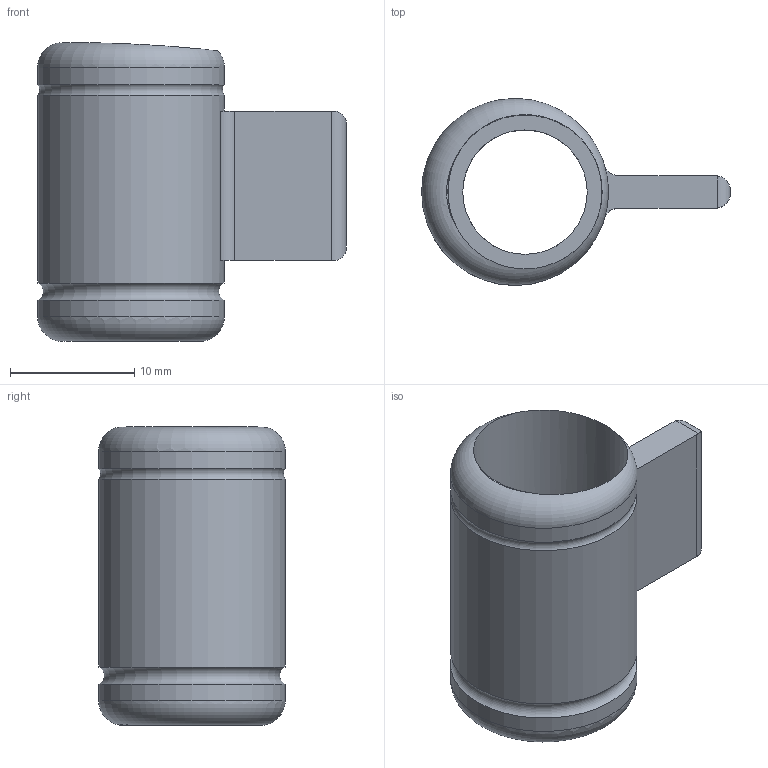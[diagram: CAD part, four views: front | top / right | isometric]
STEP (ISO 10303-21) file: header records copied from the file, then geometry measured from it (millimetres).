
FILE_DESCRIPTION(('FreeCAD Model'),'2;1');
FILE_NAME('Adjustable_08_12_to_RJ4JP_Adapter.step','2019-06-23T19:11:07',('Author'),(''), 'Open CASCADE STEP processor 7.2','FreeCAD','Unknown');
FILE_SCHEMA(('AUTOMOTIVE_DESIGN { 1 0 10303 214 1 1 1 1 }'));
Length unit declared in the file: millimetre
Products named in the file (1): Adjustable_08_12_to_RJ4JP_Adapter
Bounding box: 24.8 x 15 x 24 mm (x, y, z)
Volume: 1781 mm3; surface area: 2408.7 mm2
Topology: 1 solids, 1 shells, 23 faces, 63 edges, 41 vertices
Faces by surface type: cylinder 11, plane 8, torus 4
Full cylindrical faces by diameter (mm): 10 x1, 12.4 x1, 15 x3
Entity records: 2794 total; most frequent: CARTESIAN_POINT 1539, DIRECTION 232, ORIENTED_EDGE 126, PCURVE 126, DEFINITIONAL_REPRESENTATION 126, LINE 104, VECTOR 104, EDGE_CURVE 63
